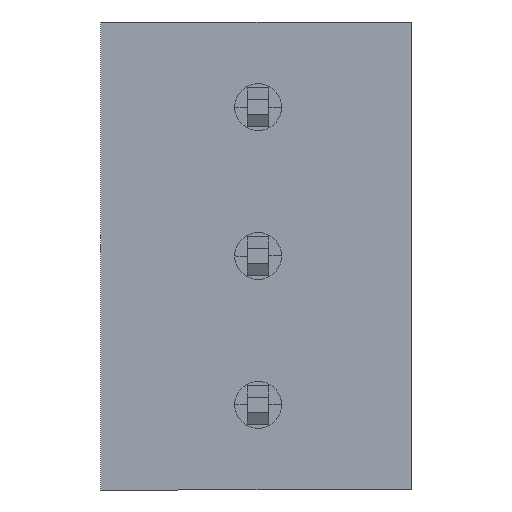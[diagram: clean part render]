
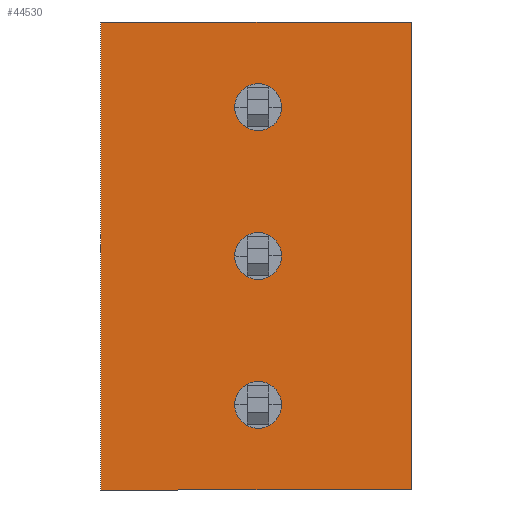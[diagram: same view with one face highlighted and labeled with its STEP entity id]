
A CAD part, front view. The second image highlights one B-rep face of the part: STEP entity #44530.
In plain terms, the highlighted planar face has unit normal (0, -1, 0).
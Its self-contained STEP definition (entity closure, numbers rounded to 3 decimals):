
#3250=CARTESIAN_POINT('',(-84.502,20.821
   ,-2.));
#3260=DIRECTION('',(1.,0.,
   0.));
#3270=VECTOR('',#3260,1.);
#3280=LINE('',#3250,#3270);
#3290=CARTESIAN_POINT('',(-34.955,20.821
   ,-2.));
#3300=VERTEX_POINT('',#3290);
#3310=CARTESIAN_POINT('',(-27.655,20.821
   ,-2.));
#3320=VERTEX_POINT('',#3310);
#3330=EDGE_CURVE('',#3300,#3320,#3280,.T.);
#9810=CARTESIAN_POINT('',(-27.655,20.821
   ,9.));
#9820=VERTEX_POINT('',#9810);
#9940=CARTESIAN_POINT('',(-27.655,20.821
   ,5.));
#9950=DIRECTION('',(0.,0.,
   -1.));
#9960=VECTOR('',#9950,1.);
#9970=LINE('',#9940,#9960);
#9980=EDGE_CURVE('',#9820,#3320,#9970,.T.);
#20490=CARTESIAN_POINT('',(-34.955,
   20.821,9.));
#20500=VERTEX_POINT('',#20490);
#20530=CARTESIAN_POINT('',(-34.955,
   20.821,5.));
#20540=DIRECTION('',(0.,0.,
   1.));
#20550=VECTOR('',#20540,1.);
#20560=LINE('',#20530,#20550);
#20570=EDGE_CURVE('',#3300,#20500,#20560,.T.);
#20850=CARTESIAN_POINT('',(-30.805,
   20.821,3.5));
#20860=VERTEX_POINT('',#20850);
#21040=CARTESIAN_POINT('',(-31.905,
   20.821,3.5));
#21050=VERTEX_POINT('',#21040);
#21080=CARTESIAN_POINT('',(-31.355,
   20.821,3.5));
#21090=DIRECTION('',(0.,-1.,
   0.));
#21100=DIRECTION('',(1.,0.,
   0.));
#21110=AXIS2_PLACEMENT_3D('',#21080,#21090,#21100);
#21120=CIRCLE('',#21110,0.55);
#21130=EDGE_CURVE('',#20860,#21050,#21120,.T.);
#30040=CARTESIAN_POINT('',(-31.905,
   20.821,0.));
#30050=VERTEX_POINT('',#30040);
#30130=CARTESIAN_POINT('',(-30.805,
   20.821,0.));
#30140=VERTEX_POINT('',#30130);
#30170=CARTESIAN_POINT('',(-31.355,
   20.821,0.));
#30180=DIRECTION('',(0.,-1.,
   0.));
#30190=DIRECTION('',(1.,0.,
   0.));
#30200=AXIS2_PLACEMENT_3D('',#30170,#30180,#30190);
#30210=CIRCLE('',#30200,0.55);
#30220=EDGE_CURVE('',#30050,#30140,#30210,.T.);
#44120=CARTESIAN_POINT('',(-27.655,
   20.821,3.5));
#44130=DIRECTION('',(0.,-1.,
   0.));
#44140=DIRECTION('',(-1.,0.,
   0.));
#44150=AXIS2_PLACEMENT_3D('',#44120,#44130,#44140);
#44160=PLANE('',#44150);
#44170=CARTESIAN_POINT('',(-31.355,
   20.821,7.));
#44180=DIRECTION('',(0.,-1.,
   0.));
#44190=DIRECTION('',(1.,0.,
   0.));
#44200=AXIS2_PLACEMENT_3D('',#44170,#44180,#44190);
#44210=CIRCLE('',#44200,0.55);
#44220=CARTESIAN_POINT('',(-30.805,
   20.821,7.));
#44230=VERTEX_POINT('',#44220);
#44240=CARTESIAN_POINT('',(-31.905,
   20.821,7.));
#44250=VERTEX_POINT('',#44240);
#44260=EDGE_CURVE('',#44230,#44250,#44210,.T.);
#44270=ORIENTED_EDGE('',*,*,#44260,.F.);
#44280=EDGE_CURVE('',#44250,#44230,#44210,.T.);
#44290=ORIENTED_EDGE('',*,*,#44280,.F.);
#44300=EDGE_LOOP('',(#44290,#44270));
#44310=FACE_BOUND('',#44300,.T.);
#44320=CARTESIAN_POINT('',(-84.502,
   20.821,9.));
#44330=DIRECTION('',(1.,0.,
   0.));
#44340=VECTOR('',#44330,1.);
#44350=LINE('',#44320,#44340);
#44360=EDGE_CURVE('',#20500,#9820,#44350,.T.);
#44370=ORIENTED_EDGE('',*,*,#44360,.F.);
#44380=ORIENTED_EDGE('',*,*,#9980,.F.);
#44390=ORIENTED_EDGE('',*,*,#3330,.T.);
#44400=ORIENTED_EDGE('',*,*,#20570,.F.);
#44410=EDGE_LOOP('',(#44400,#44390,#44380,#44370));
#44420=FACE_OUTER_BOUND('',#44410,.T.);
#44430=EDGE_CURVE('',#30140,#30050,#30210,.T.);
#44440=ORIENTED_EDGE('',*,*,#44430,.F.);
#44450=ORIENTED_EDGE('',*,*,#30220,.F.);
#44460=EDGE_LOOP('',(#44450,#44440));
#44470=FACE_BOUND('',#44460,.T.);
#44480=EDGE_CURVE('',#21050,#20860,#21120,.T.);
#44490=ORIENTED_EDGE('',*,*,#44480,.F.);
#44500=ORIENTED_EDGE('',*,*,#21130,.F.);
#44510=EDGE_LOOP('',(#44500,#44490));
#44520=FACE_BOUND('',#44510,.T.);
#44530=ADVANCED_FACE('',(#44310,#44420,#44470,#44520),#44160,.T.);
